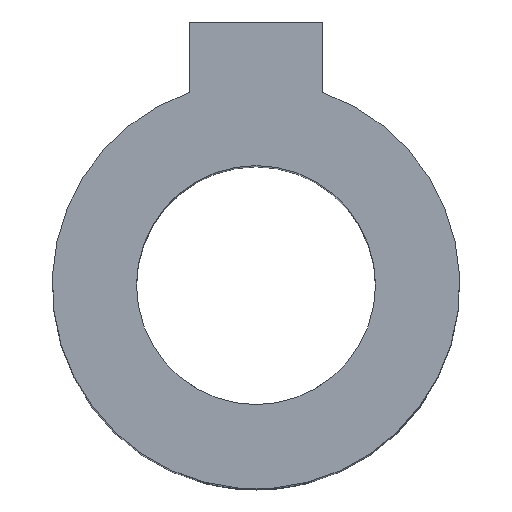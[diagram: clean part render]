
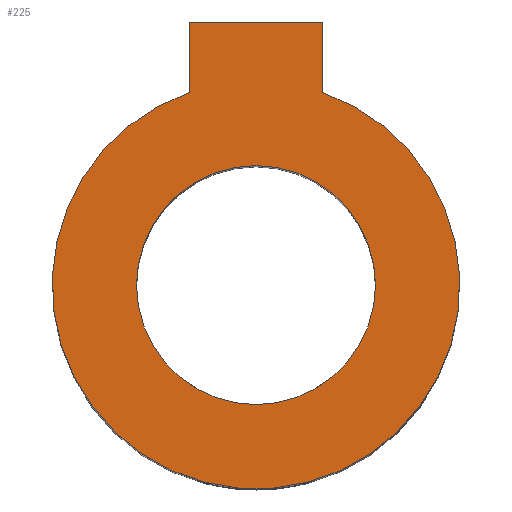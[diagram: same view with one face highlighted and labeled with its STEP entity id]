
A CAD part, top view. The second image highlights one B-rep face of the part: STEP entity #225.
In plain terms, the highlighted planar face has unit normal (0, 0, 1).
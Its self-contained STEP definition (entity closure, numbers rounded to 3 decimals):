
#18=PLANE('',#253);
#26=FACE_BOUND('',#57,.T.);
#28=CIRCLE('',#245,3.225);
#31=CIRCLE('',#252,5.5);
#40=FACE_OUTER_BOUND('',#56,.T.);
#56=EDGE_LOOP('',(#202,#203,#204,#205));
#57=EDGE_LOOP('',(#206));
#66=LINE('',#547,#80);
#69=LINE('',#553,#83);
#72=LINE('',#559,#86);
#80=VECTOR('',#277,10.);
#83=VECTOR('',#282,10.);
#86=VECTOR('',#287,10.);
#112=VERTEX_POINT('',#535);
#116=VERTEX_POINT('',#544);
#117=VERTEX_POINT('',#546);
#119=VERTEX_POINT('',#552);
#121=VERTEX_POINT('',#558);
#137=EDGE_CURVE('',#112,#112,#28,.T.);
#142=EDGE_CURVE('',#117,#116,#66,.T.);
#145=EDGE_CURVE('',#119,#117,#69,.T.);
#148=EDGE_CURVE('',#121,#119,#72,.T.);
#151=EDGE_CURVE('',#116,#121,#31,.T.);
#202=ORIENTED_EDGE('',*,*,#151,.T.);
#203=ORIENTED_EDGE('',*,*,#148,.T.);
#204=ORIENTED_EDGE('',*,*,#145,.T.);
#205=ORIENTED_EDGE('',*,*,#142,.T.);
#206=ORIENTED_EDGE('',*,*,#137,.T.);
#225=ADVANCED_FACE('',(#40,#26),#18,.T.);
#245=AXIS2_PLACEMENT_3D('',#536,#268,#269);
#252=AXIS2_PLACEMENT_3D('',#563,#293,#294);
#253=AXIS2_PLACEMENT_3D('',#564,#295,#296);
#268=DIRECTION('center_axis',(0.,0.,-1.));
#269=DIRECTION('ref_axis',(1.,0.,0.));
#277=DIRECTION('',(0.,-1.,0.));
#282=DIRECTION('',(-1.,0.,0.));
#287=DIRECTION('',(0.,1.,0.));
#293=DIRECTION('center_axis',(0.,0.,1.));
#294=DIRECTION('ref_axis',(1.,0.,0.));
#295=DIRECTION('center_axis',(0.,0.,1.));
#296=DIRECTION('ref_axis',(1.,0.,0.));
#535=CARTESIAN_POINT('',(-3.225,0.,20.5));
#536=CARTESIAN_POINT('Origin',(0.,0.,20.5));
#544=CARTESIAN_POINT('',(-1.8,5.197,20.5));
#546=CARTESIAN_POINT('',(-1.8,7.1,20.5));
#547=CARTESIAN_POINT('',(-1.8,5.197,20.5));
#552=CARTESIAN_POINT('',(1.8,7.1,20.5));
#553=CARTESIAN_POINT('',(-1.8,7.1,20.5));
#558=CARTESIAN_POINT('',(1.8,5.197,20.5));
#559=CARTESIAN_POINT('',(1.8,7.1,20.5));
#563=CARTESIAN_POINT('Origin',(0.,0.,20.5));
#564=CARTESIAN_POINT('Origin',(0.,0.8,20.5));
